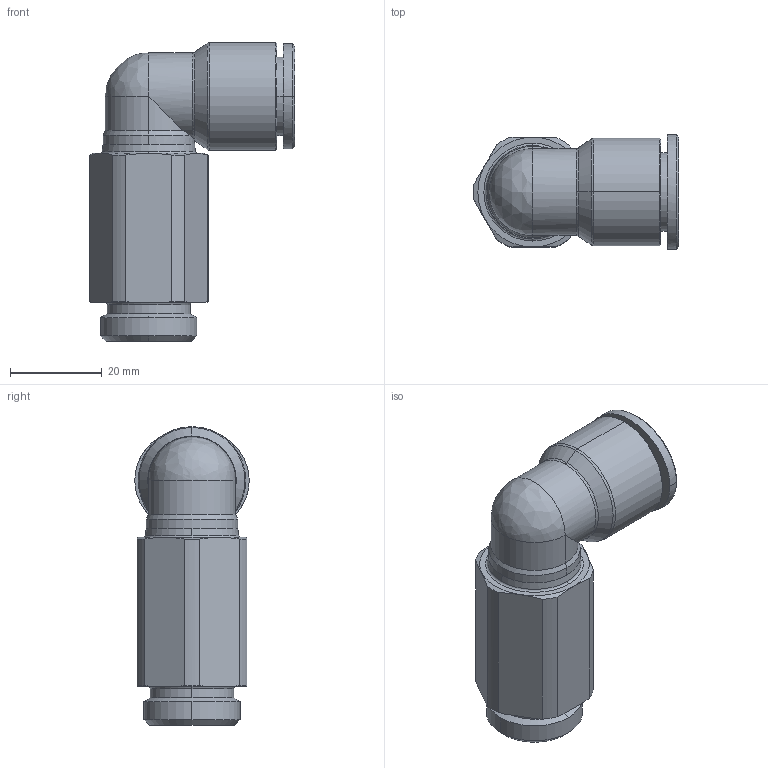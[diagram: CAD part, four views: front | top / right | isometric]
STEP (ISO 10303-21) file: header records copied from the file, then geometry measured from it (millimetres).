
FILE_DESCRIPTION (( 'STEP AP214' ), '1' );
FILE_NAME ('PLL14-G04.stp', '2015-09-11T14:47:44', ( '' ), ( '' ), 'SwSTEP 2.0', 'SolidWorks 2015', '' );
FILE_SCHEMA (( 'AUTOMOTIVE_DESIGN' ));
Length unit declared in the file: millimetre
Products named in the file (2): ｦ+ﾃｦ1; PLL14-G04
Assembly tree (1 placements, depth 2):
  PLL14-G04
    ｦ+ﾃｦ1
Bounding box: 44.9 x 25 x 65.3 mm (x, y, z)
Volume: 23796.7 mm3; surface area: 10332.1 mm2
Topology: 1 solids, 1 shells, 220 faces, 579 edges, 376 vertices
Faces by surface type: plane 115, cone 36, bspline 33, cylinder 32, torus 4
Entity records: 8659 total; most frequent: CARTESIAN_POINT 2628, ORIENTED_EDGE 1152, DIRECTION 979, EDGE_CURVE 576, VERTEX_POINT 376, VECTOR 355, LINE 355, AXIS2_PLACEMENT_3D 312
